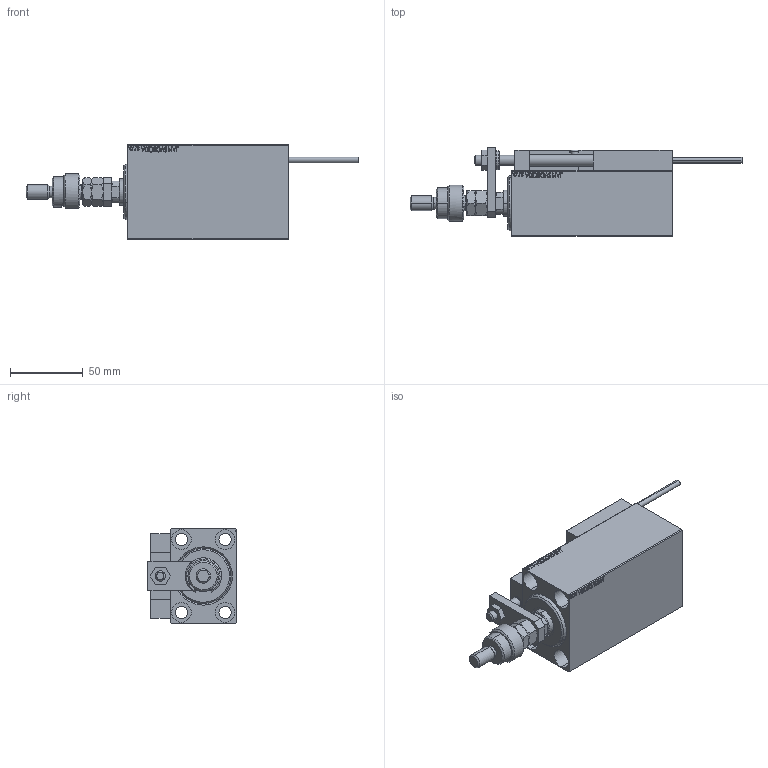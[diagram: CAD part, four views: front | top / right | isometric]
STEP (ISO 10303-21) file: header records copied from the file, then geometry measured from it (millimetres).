
FILE_DESCRIPTION (( 'STEP AP203' ), '1' );
FILE_NAME ('29f3.STEP', '2024-02-12T11:23:25', ( '' ), ( '' ), 'SwSTEP 2.0', 'SolidWorks 2019', '' );
FILE_SCHEMA (( 'CONFIG_CONTROL_DESIGN' ));
Length unit declared in the file: millimetre
Products named in the file (18): MAGNET 9a2c07bc1f9d936a824be4fff458e2a0; ZARAZKA 9a2c07bc1f9d936a824be4fff458e2a0; ALLEN BOLT D5 9a2c07bc1f9d936a824be4fff458e2a0; ALLEN BOLT D8 9a2c07bc1f9d936a824be4fff458e2a0; V450CM_VC_B 9a2c07bc1f9d936a824be4fff458e2a0; MFA 9a2c07bc1f9d936a824be4fff458e2a0; X_Y_DFA 9a2c07bc1f9d936a824be4fff458e2a0; Block 9a2c07bc1f9d936a824be4fff458e2a0; V450CM_C_VCP 9a2c07bc1f9d936a824be4fff458e2a0; SWITCH X 9a2c07bc1f9d936a824be4fff458e2a0; FEMALE_PART_FOR_DFA 9a2c07bc1f9d936a824be4fff458e2a0; KONCOVKA 9a2c07bc1f9d936a824be4fff458e2a0; TYC_L79 9a2c07bc1f9d936a824be4fff458e2a0; 29f3; NUT_D12 9a2c07bc1f9d936a824be4fff458e2a0; V450CM_C_Body 9a2c07bc1f9d936a824be4fff458e2a0; SWITCH_X_FRONT_BACK 9a2c07bc1f9d936a824be4fff458e2a0; SWITCH DIM B,W 9a2c07bc1f9d936a824be4fff458e2a0
Assembly tree (27 placements, depth 3):
  29f3
    V450CM_C_Body 9a2c07bc1f9d936a824be4fff458e2a0
    SWITCH X 9a2c07bc1f9d936a824be4fff458e2a0
      SWITCH_X_FRONT_BACK 9a2c07bc1f9d936a824be4fff458e2a0  x2
      TYC_L79 9a2c07bc1f9d936a824be4fff458e2a0
      Block 9a2c07bc1f9d936a824be4fff458e2a0  x2
      ALLEN BOLT D5 9a2c07bc1f9d936a824be4fff458e2a0  x4
      ALLEN BOLT D8 9a2c07bc1f9d936a824be4fff458e2a0  x4
      MAGNET 9a2c07bc1f9d936a824be4fff458e2a0  x2
      KONCOVKA 9a2c07bc1f9d936a824be4fff458e2a0  x2
    NUT_D12 9a2c07bc1f9d936a824be4fff458e2a0
    SWITCH DIM B,W 9a2c07bc1f9d936a824be4fff458e2a0
    ZARAZKA 9a2c07bc1f9d936a824be4fff458e2a0
    V450CM_C_VCP 9a2c07bc1f9d936a824be4fff458e2a0
    V450CM_VC_B 9a2c07bc1f9d936a824be4fff458e2a0
    X_Y_DFA 9a2c07bc1f9d936a824be4fff458e2a0
      FEMALE_PART_FOR_DFA 9a2c07bc1f9d936a824be4fff458e2a0
      MFA 9a2c07bc1f9d936a824be4fff458e2a0
Bounding box: 228 x 60.5 x 65 mm (x, y, z)
Volume: 335237.6 mm3; surface area: 95844.8 mm2
Topology: 25 solids, 25 shells, 1363 faces, 3246 edges, 2063 vertices
Faces by surface type: plane 588, bspline 380, cylinder 197, cone 146, torus 48, sphere 4
Entity records: 52912 total; most frequent: CARTESIAN_POINT 26603, ORIENTED_EDGE 5512, DIRECTION 3830, EDGE_CURVE 2756, VERTEX_POINT 1787, LINE 1538, VECTOR 1538, EDGE_LOOP 1275
